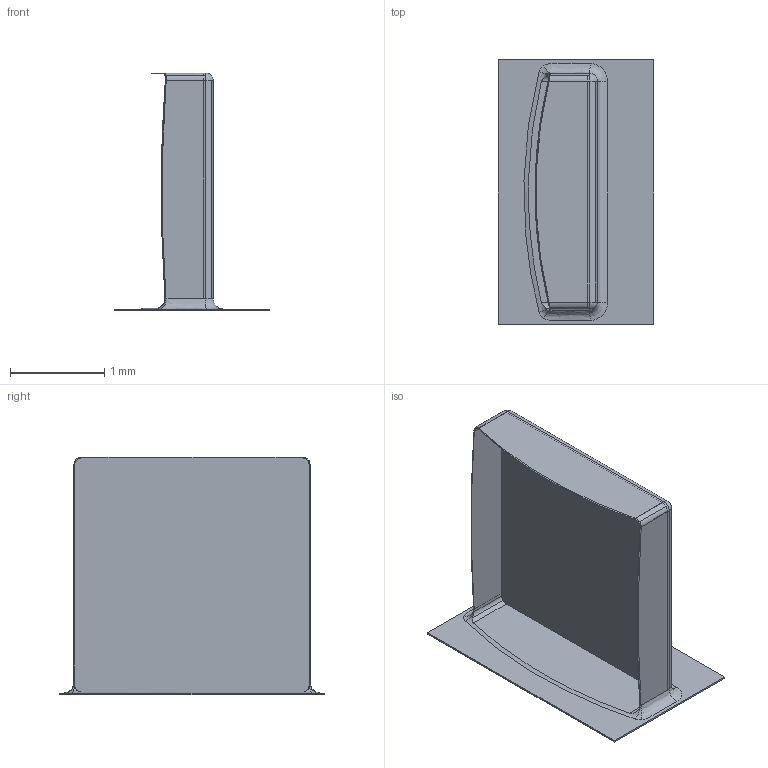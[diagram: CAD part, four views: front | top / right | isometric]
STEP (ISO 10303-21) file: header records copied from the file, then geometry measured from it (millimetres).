
FILE_DESCRIPTION (( 'STEP AP203' ), '1' );
FILE_NAME ('Pin2 (1).step.STEP', '2024-10-28T17:09:09', ( '' ), ( '' ), 'SwSTEP 2.0', 'SolidWorks 2023', '' );
FILE_SCHEMA (( 'CONFIG_CONTROL_DESIGN' ));
Length unit declared in the file: millimetre
Products named in the file (1): Pin2 (1).step
Bounding box: 1.65 x 2.8 x 2.52 mm (x, y, z)
Volume: 0.8 mm3; surface area: 28.7 mm2
Topology: 1 solids, 1 shells, 48 faces, 124 edges, 77 vertices
Faces by surface type: bspline 16, cylinder 15, plane 15, sphere 2
Entity records: 2341 total; most frequent: CARTESIAN_POINT 1247, ORIENTED_EDGE 244, DIRECTION 176, EDGE_CURVE 122, VERTEX_POINT 77, AXIS2_PLACEMENT_3D 65, EDGE_LOOP 49, FACE_OUTER_BOUND 48
